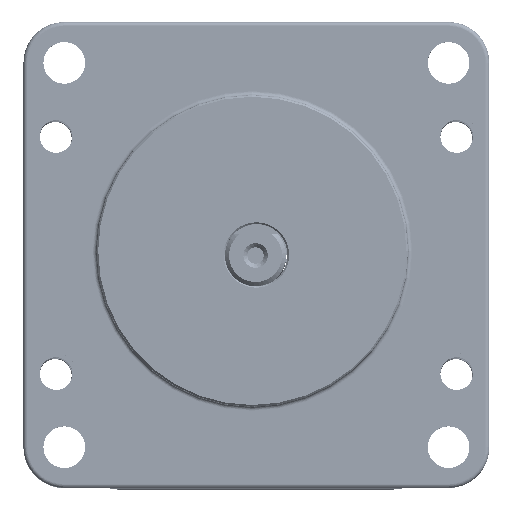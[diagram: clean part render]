
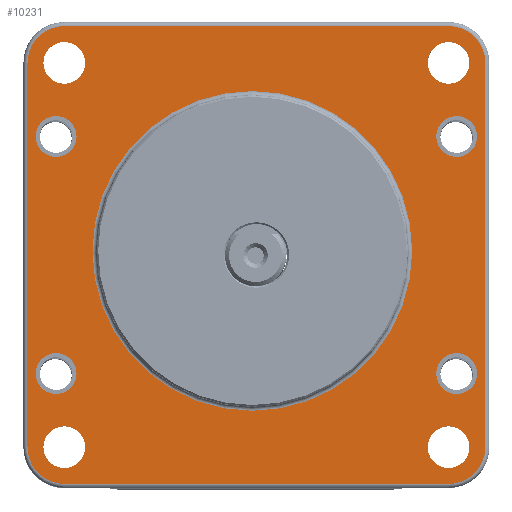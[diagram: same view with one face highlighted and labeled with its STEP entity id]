
A CAD part, top view. The second image highlights one B-rep face of the part: STEP entity #10231.
In plain terms, the highlighted planar face has unit normal (0, 0, 1).
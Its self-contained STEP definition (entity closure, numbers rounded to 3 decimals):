
#669=FACE_BOUND('',#4015,.T.);
#670=FACE_BOUND('',#4016,.T.);
#671=FACE_BOUND('',#4017,.T.);
#672=FACE_BOUND('',#4018,.T.);
#673=FACE_BOUND('',#4019,.T.);
#674=FACE_BOUND('',#4020,.T.);
#675=FACE_BOUND('',#4021,.T.);
#676=FACE_BOUND('',#4022,.T.);
#677=FACE_BOUND('',#4023,.T.);
#931=PLANE('',#11308);
#1853=LINE('',#17409,#2792);
#1854=LINE('',#17413,#2793);
#1855=LINE('',#17417,#2794);
#1856=LINE('',#17420,#2795);
#2792=VECTOR('',#14287,10.);
#2793=VECTOR('',#14290,10.);
#2794=VECTOR('',#14293,10.);
#2795=VECTOR('',#14296,10.);
#3472=FACE_OUTER_BOUND('',#4014,.T.);
#4014=EDGE_LOOP('',(#9442,#9443,#9444,#9445,#9446,#9447,#9448,#9449));
#4015=EDGE_LOOP('',(#9450));
#4016=EDGE_LOOP('',(#9451));
#4017=EDGE_LOOP('',(#9452));
#4018=EDGE_LOOP('',(#9453));
#4019=EDGE_LOOP('',(#9454));
#4020=EDGE_LOOP('',(#9455));
#4021=EDGE_LOOP('',(#9456));
#4022=EDGE_LOOP('',(#9457));
#4023=EDGE_LOOP('',(#9458));
#4495=CIRCLE('',#11307,19.55);
#4496=CIRCLE('',#11309,4.5);
#4497=CIRCLE('',#11310,4.5);
#4498=CIRCLE('',#11311,4.5);
#4499=CIRCLE('',#11312,4.5);
#4500=CIRCLE('',#11313,2.5);
#4501=CIRCLE('',#11314,2.55);
#4502=CIRCLE('',#11315,2.55);
#4503=CIRCLE('',#11316,2.55);
#4504=CIRCLE('',#11317,2.55);
#4505=CIRCLE('',#11318,2.5);
#4506=CIRCLE('',#11319,2.5);
#4507=CIRCLE('',#11320,2.5);
#5427=VERTEX_POINT('',#17401);
#5428=VERTEX_POINT('',#17405);
#5429=VERTEX_POINT('',#17406);
#5430=VERTEX_POINT('',#17408);
#5431=VERTEX_POINT('',#17410);
#5432=VERTEX_POINT('',#17412);
#5433=VERTEX_POINT('',#17414);
#5434=VERTEX_POINT('',#17416);
#5435=VERTEX_POINT('',#17418);
#5436=VERTEX_POINT('',#17421);
#5437=VERTEX_POINT('',#17423);
#5438=VERTEX_POINT('',#17425);
#5439=VERTEX_POINT('',#17427);
#5440=VERTEX_POINT('',#17429);
#5441=VERTEX_POINT('',#17431);
#5442=VERTEX_POINT('',#17433);
#5443=VERTEX_POINT('',#17435);
#6786=EDGE_CURVE('',#5427,#5427,#4495,.T.);
#6787=EDGE_CURVE('',#5428,#5429,#4496,.T.);
#6788=EDGE_CURVE('',#5430,#5428,#1853,.T.);
#6789=EDGE_CURVE('',#5431,#5430,#4497,.T.);
#6790=EDGE_CURVE('',#5432,#5431,#1854,.T.);
#6791=EDGE_CURVE('',#5433,#5432,#4498,.T.);
#6792=EDGE_CURVE('',#5434,#5433,#1855,.T.);
#6793=EDGE_CURVE('',#5435,#5434,#4499,.T.);
#6794=EDGE_CURVE('',#5429,#5435,#1856,.T.);
#6795=EDGE_CURVE('',#5436,#5436,#4500,.T.);
#6796=EDGE_CURVE('',#5437,#5437,#4501,.T.);
#6797=EDGE_CURVE('',#5438,#5438,#4502,.T.);
#6798=EDGE_CURVE('',#5439,#5439,#4503,.T.);
#6799=EDGE_CURVE('',#5440,#5440,#4504,.T.);
#6800=EDGE_CURVE('',#5441,#5441,#4505,.T.);
#6801=EDGE_CURVE('',#5442,#5442,#4506,.T.);
#6802=EDGE_CURVE('',#5443,#5443,#4507,.T.);
#9442=ORIENTED_EDGE('',*,*,#6787,.F.);
#9443=ORIENTED_EDGE('',*,*,#6788,.F.);
#9444=ORIENTED_EDGE('',*,*,#6789,.F.);
#9445=ORIENTED_EDGE('',*,*,#6790,.F.);
#9446=ORIENTED_EDGE('',*,*,#6791,.F.);
#9447=ORIENTED_EDGE('',*,*,#6792,.F.);
#9448=ORIENTED_EDGE('',*,*,#6793,.F.);
#9449=ORIENTED_EDGE('',*,*,#6794,.F.);
#9450=ORIENTED_EDGE('',*,*,#6795,.F.);
#9451=ORIENTED_EDGE('',*,*,#6796,.T.);
#9452=ORIENTED_EDGE('',*,*,#6797,.T.);
#9453=ORIENTED_EDGE('',*,*,#6798,.T.);
#9454=ORIENTED_EDGE('',*,*,#6799,.T.);
#9455=ORIENTED_EDGE('',*,*,#6800,.T.);
#9456=ORIENTED_EDGE('',*,*,#6801,.F.);
#9457=ORIENTED_EDGE('',*,*,#6802,.F.);
#9458=ORIENTED_EDGE('',*,*,#6786,.F.);
#10231=ADVANCED_FACE('',(#3472,#669,#670,#671,#672,#673,#674,#675,#676,
#677),#931,.T.);
#11307=AXIS2_PLACEMENT_3D('',#17403,#14281,#14282);
#11308=AXIS2_PLACEMENT_3D('',#17404,#14283,#14284);
#11309=AXIS2_PLACEMENT_3D('',#17407,#14285,#14286);
#11310=AXIS2_PLACEMENT_3D('',#17411,#14288,#14289);
#11311=AXIS2_PLACEMENT_3D('',#17415,#14291,#14292);
#11312=AXIS2_PLACEMENT_3D('',#17419,#14294,#14295);
#11313=AXIS2_PLACEMENT_3D('',#17422,#14297,#14298);
#11314=AXIS2_PLACEMENT_3D('',#17424,#14299,#14300);
#11315=AXIS2_PLACEMENT_3D('',#17426,#14301,#14302);
#11316=AXIS2_PLACEMENT_3D('',#17428,#14303,#14304);
#11317=AXIS2_PLACEMENT_3D('',#17430,#14305,#14306);
#11318=AXIS2_PLACEMENT_3D('',#17432,#14307,#14308);
#11319=AXIS2_PLACEMENT_3D('',#17434,#14309,#14310);
#11320=AXIS2_PLACEMENT_3D('',#17436,#14311,#14312);
#14281=DIRECTION('center_axis',(0.,0.,1.));
#14282=DIRECTION('ref_axis',(-1.,0.,0.));
#14283=DIRECTION('center_axis',(0.,0.,1.));
#14284=DIRECTION('ref_axis',(1.,0.,0.));
#14285=DIRECTION('center_axis',(0.,0.,-1.));
#14286=DIRECTION('ref_axis',(-0.707,0.707,0.));
#14287=DIRECTION('',(0.,1.,0.));
#14288=DIRECTION('center_axis',(0.,0.,-1.));
#14289=DIRECTION('ref_axis',(-0.707,-0.707,0.));
#14290=DIRECTION('',(-1.,0.,0.));
#14291=DIRECTION('center_axis',(0.,0.,-1.));
#14292=DIRECTION('ref_axis',(0.707,-0.707,0.));
#14293=DIRECTION('',(0.,-1.,0.));
#14294=DIRECTION('center_axis',(0.,0.,-1.));
#14295=DIRECTION('ref_axis',(0.707,0.707,0.));
#14296=DIRECTION('',(1.,0.,0.));
#14297=DIRECTION('center_axis',(0.,0.,1.));
#14298=DIRECTION('ref_axis',(1.,0.,0.));
#14299=DIRECTION('center_axis',(0.,0.,-1.));
#14300=DIRECTION('ref_axis',(1.,0.,0.));
#14301=DIRECTION('center_axis',(0.,0.,-1.));
#14302=DIRECTION('ref_axis',(1.,0.,0.));
#14303=DIRECTION('center_axis',(0.,0.,-1.));
#14304=DIRECTION('ref_axis',(1.,0.,0.));
#14305=DIRECTION('center_axis',(0.,0.,-1.));
#14306=DIRECTION('ref_axis',(1.,0.,0.));
#14307=DIRECTION('center_axis',(0.,0.,-1.));
#14308=DIRECTION('ref_axis',(1.,0.,0.));
#14309=DIRECTION('center_axis',(0.,0.,1.));
#14310=DIRECTION('ref_axis',(1.,0.,0.));
#14311=DIRECTION('center_axis',(0.,0.,1.));
#14312=DIRECTION('ref_axis',(1.,0.,0.));
#17401=CARTESIAN_POINT('',(47.55,29.,11.5));
#17403=CARTESIAN_POINT('Origin',(28.,29.,11.5));
#17404=CARTESIAN_POINT('Origin',(28.5,28.5,11.5));
#17405=CARTESIAN_POINT('',(0.5,52.,11.5));
#17406=CARTESIAN_POINT('',(5.,56.5,11.5));
#17407=CARTESIAN_POINT('Origin',(5.,52.,11.5));
#17408=CARTESIAN_POINT('',(0.5,5.,11.5));
#17409=CARTESIAN_POINT('',(0.5,42.75,11.5));
#17410=CARTESIAN_POINT('',(5.,0.5,11.5));
#17411=CARTESIAN_POINT('Origin',(5.,5.,11.5));
#17412=CARTESIAN_POINT('',(52.,0.5,11.5));
#17413=CARTESIAN_POINT('',(14.25,0.5,11.5));
#17414=CARTESIAN_POINT('',(56.5,5.,11.5));
#17415=CARTESIAN_POINT('Origin',(52.,5.,11.5));
#17416=CARTESIAN_POINT('',(56.5,52.,11.5));
#17417=CARTESIAN_POINT('',(56.5,14.25,11.5));
#17418=CARTESIAN_POINT('',(52.,56.5,11.5));
#17419=CARTESIAN_POINT('Origin',(52.,52.,11.5));
#17420=CARTESIAN_POINT('',(42.75,56.5,11.5));
#17421=CARTESIAN_POINT('',(50.5,14.,11.5));
#17422=CARTESIAN_POINT('Origin',(53.,14.,11.5));
#17423=CARTESIAN_POINT('',(2.45,5.,11.5));
#17424=CARTESIAN_POINT('Origin',(5.,5.,11.5));
#17425=CARTESIAN_POINT('',(2.45,52.,11.5));
#17426=CARTESIAN_POINT('Origin',(5.,52.,11.5));
#17427=CARTESIAN_POINT('',(49.45,5.,11.5));
#17428=CARTESIAN_POINT('Origin',(52.,5.,11.5));
#17429=CARTESIAN_POINT('',(49.45,52.,11.5));
#17430=CARTESIAN_POINT('Origin',(52.,52.,11.5));
#17431=CARTESIAN_POINT('',(1.5,14.,11.5));
#17432=CARTESIAN_POINT('Origin',(4.,14.,11.5));
#17433=CARTESIAN_POINT('',(1.5,43.,11.5));
#17434=CARTESIAN_POINT('Origin',(4.,43.,11.5));
#17435=CARTESIAN_POINT('',(50.5,43.,11.5));
#17436=CARTESIAN_POINT('Origin',(53.,43.,11.5));
